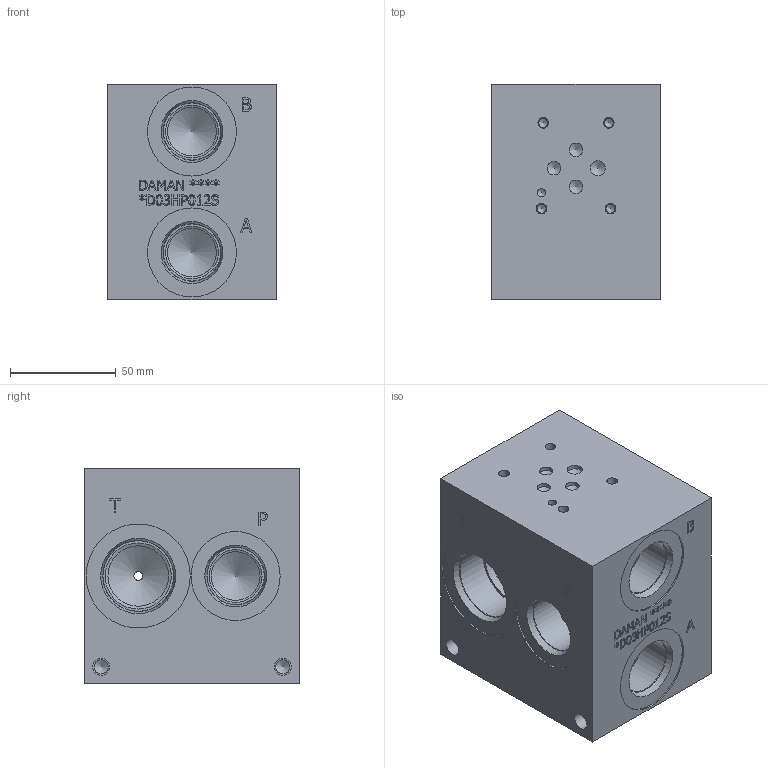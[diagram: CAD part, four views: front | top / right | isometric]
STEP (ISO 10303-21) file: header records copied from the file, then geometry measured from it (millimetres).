
FILE_DESCRIPTION(/* description */ (''),/* implementation_level */ '2;1');
FILE_NAME(/* name */ '_D03HP012S.stp',/* time_stamp */ '2022-10-04T14:58:24-04:00',/* author */ ('bobbyh'),/* organization */ (''),/* preprocessor_version */ 'ST-DEVELOPER v18',/* originating_system */ 'Autodesk Inventor 2020',/* authorisation */ '');
FILE_SCHEMA (('AUTOMOTIVE_DESIGN { 1 0 10303 214 3 1 1 }'));
Length unit declared in the file: millimetre
Products named in the file (1): Part_AD03HP012S_3D
Bounding box: 79.38 x 101.6 x 101.6 mm (x, y, z)
Volume: 684917.5 mm3; surface area: 72443.6 mm2
Topology: 1 solids, 1 shells, 524 faces, 1431 edges, 966 vertices
Faces by surface type: plane 311, bspline 125, cylinder 51, cone 37
Full cylindrical faces by diameter (mm): 3.962 x1, 4.216 x4, 5.004 x4, 6.35 x3, 6.756 x4, 7.137 x1, 8.001 x4, 23.012 x4, 24.917 x4, 26.99 x4, 27.432 x4, 28.575 x2, 31.267 x2, 33.34 x2, 33.757 x2, 42.037 x4, 49.124 x2
Entity records: 17569 total; most frequent: CARTESIAN_POINT 4530, ORIENTED_EDGE 2828, DIRECTION 2159, EDGE_CURVE 1414, LINE 969, VECTOR 969, VERTEX_POINT 966, EDGE_LOOP 600
